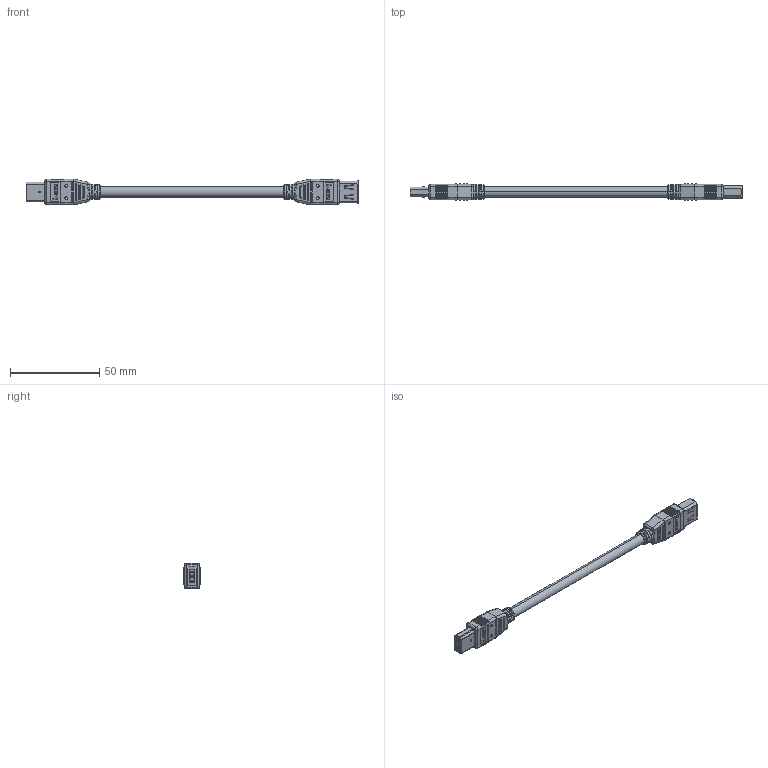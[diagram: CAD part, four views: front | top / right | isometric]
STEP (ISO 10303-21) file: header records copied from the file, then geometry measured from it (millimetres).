
FILE_DESCRIPTION (( 'STEP AP214' ), '1' );
FILE_NAME ('CSM94X-1M.STEP', '2006-08-02T14:14:03', ( ' ' ), ( ' ' ), 'SwSTEP 2.0', 'SolidWorks 2005354', '' );
FILE_SCHEMA (( 'AUTOMOTIVE_DESIGN' ));
Length unit declared in the file: inch
Products named in the file (5): 3AB18-003; CSM94X-1M-MA1; MTN-001; 3AB18-001; CSM94X-1M
Assembly tree (5 placements, depth 2):
  CSM94X-1M
    3AB18-001
    CSM94X-1M-MA1
    MTN-001  x2
    3AB18-003
Bounding box: 186.5 x 9.1 x 14.5 mm (x, y, z)
Volume: 9770.3 mm3; surface area: 7396.9 mm2
Topology: 5 solids, 5 shells, 905 faces, 2460 edges, 1608 vertices
Faces by surface type: plane 528, cylinder 162, bspline 161, torus 50, cone 4
Entity records: 30713 total; most frequent: CARTESIAN_POINT 14809, ORIENTED_EDGE 3136, DIRECTION 2548, EDGE_CURVE 1568, VECTOR 1042, LINE 1042, VERTEX_POINT 1028, AXIS2_PLACEMENT_3D 753
